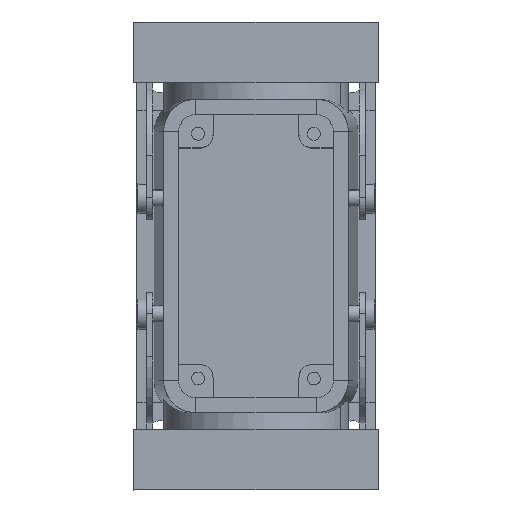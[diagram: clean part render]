
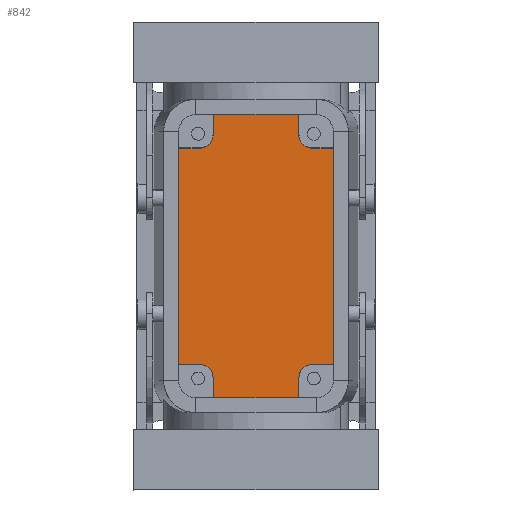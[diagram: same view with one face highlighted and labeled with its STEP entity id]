
A CAD part, top view. The second image highlights one B-rep face of the part: STEP entity #842.
In plain terms, the highlighted planar face has unit normal (0, 0, 1).
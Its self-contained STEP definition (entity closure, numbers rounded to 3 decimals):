
#348=AXIS2_PLACEMENT_3D('Circle Axis2P3D',#346,#347,$) ;
#720=AXIS2_PLACEMENT_3D('Plane Axis2P3D',#717,#718,#719) ;
#317=CARTESIAN_POINT('Vertex',(18.5,21.5,5.5)) ;
#320=CARTESIAN_POINT('Line Origine',(18.5,23.875,5.5)) ;
#324=CARTESIAN_POINT('Vertex',(18.5,26.25,5.5)) ;
#346=CARTESIAN_POINT('Axis2P3D Location',(15.5,26.25,5.5)) ;
#350=CARTESIAN_POINT('Vertex',(15.5,29.25,5.5)) ;
#370=CARTESIAN_POINT('Line Origine',(13.,29.25,5.5)) ;
#374=CARTESIAN_POINT('Vertex',(10.5,29.25,5.5)) ;
#681=CARTESIAN_POINT('Vertex',(38.5,26.25,5.5)) ;
#684=CARTESIAN_POINT('Line Origine',(38.5,23.875,5.5)) ;
#688=CARTESIAN_POINT('Vertex',(38.5,21.5,5.5)) ;
#705=CARTESIAN_POINT('Line Origine',(28.5,21.5,5.5)) ;
#717=CARTESIAN_POINT('Axis2P3D Location',(28.5,54.5,5.5)) ;
#723=CARTESIAN_POINT('Control Point',(41.5,79.75,5.5)) ;
#724=CARTESIAN_POINT('Control Point',(41.161,79.75,5.5)) ;
#725=CARTESIAN_POINT('Control Point',(40.821,79.798,5.5)) ;
#726=CARTESIAN_POINT('Control Point',(40.491,79.894,5.5)) ;
#727=CARTESIAN_POINT('Control Point',(39.866,80.177,5.5)) ;
#728=CARTESIAN_POINT('Control Point',(39.345,80.622,5.5)) ;
#729=CARTESIAN_POINT('Control Point',(39.117,80.88,5.5)) ;
#730=CARTESIAN_POINT('Control Point',(38.783,81.389,5.5)) ;
#731=CARTESIAN_POINT('Control Point',(38.587,81.963,5.5)) ;
#732=CARTESIAN_POINT('Control Point',(38.529,82.223,5.5)) ;
#733=CARTESIAN_POINT('Control Point',(38.5,82.486,5.5)) ;
#734=CARTESIAN_POINT('Control Point',(38.5,82.75,5.5)) ;
#735=CARTESIAN_POINT('Vertex',(38.5,82.75,5.5)) ;
#737=CARTESIAN_POINT('Vertex',(41.5,79.75,5.5)) ;
#740=CARTESIAN_POINT('Line Origine',(38.5,85.125,5.5)) ;
#744=CARTESIAN_POINT('Vertex',(38.5,87.5,5.5)) ;
#747=CARTESIAN_POINT('Line Origine',(28.5,87.5,5.5)) ;
#751=CARTESIAN_POINT('Vertex',(18.5,87.5,5.5)) ;
#754=CARTESIAN_POINT('Line Origine',(18.5,85.125,5.5)) ;
#758=CARTESIAN_POINT('Vertex',(18.5,82.75,5.5)) ;
#762=CARTESIAN_POINT('Control Point',(18.5,82.75,5.5)) ;
#763=CARTESIAN_POINT('Control Point',(18.5,82.411,5.5)) ;
#764=CARTESIAN_POINT('Control Point',(18.452,82.071,5.5)) ;
#765=CARTESIAN_POINT('Control Point',(18.356,81.741,5.5)) ;
#766=CARTESIAN_POINT('Control Point',(18.073,81.116,5.5)) ;
#767=CARTESIAN_POINT('Control Point',(17.628,80.595,5.5)) ;
#768=CARTESIAN_POINT('Control Point',(17.37,80.367,5.5)) ;
#769=CARTESIAN_POINT('Control Point',(16.861,80.033,5.5)) ;
#770=CARTESIAN_POINT('Control Point',(16.287,79.837,5.5)) ;
#771=CARTESIAN_POINT('Control Point',(16.027,79.779,5.5)) ;
#772=CARTESIAN_POINT('Control Point',(15.764,79.75,5.5)) ;
#773=CARTESIAN_POINT('Control Point',(15.5,79.75,5.5)) ;
#774=CARTESIAN_POINT('Vertex',(15.5,79.75,5.5)) ;
#777=CARTESIAN_POINT('Line Origine',(13.,79.75,5.5)) ;
#781=CARTESIAN_POINT('Vertex',(10.5,79.75,5.5)) ;
#784=CARTESIAN_POINT('Line Origine',(10.5,54.5,5.5)) ;
#790=CARTESIAN_POINT('Control Point',(38.5,26.25,5.5)) ;
#791=CARTESIAN_POINT('Control Point',(38.5,26.589,5.5)) ;
#792=CARTESIAN_POINT('Control Point',(38.548,26.929,5.5)) ;
#793=CARTESIAN_POINT('Control Point',(38.644,27.259,5.5)) ;
#794=CARTESIAN_POINT('Control Point',(38.927,27.884,5.5)) ;
#795=CARTESIAN_POINT('Control Point',(39.372,28.405,5.5)) ;
#796=CARTESIAN_POINT('Control Point',(39.63,28.633,5.5)) ;
#797=CARTESIAN_POINT('Control Point',(40.139,28.967,5.5)) ;
#798=CARTESIAN_POINT('Control Point',(40.713,29.163,5.5)) ;
#799=CARTESIAN_POINT('Control Point',(40.973,29.221,5.5)) ;
#800=CARTESIAN_POINT('Control Point',(41.236,29.25,5.5)) ;
#801=CARTESIAN_POINT('Control Point',(41.5,29.25,5.5)) ;
#802=CARTESIAN_POINT('Vertex',(41.5,29.25,5.5)) ;
#805=CARTESIAN_POINT('Line Origine',(44.,29.25,5.5)) ;
#809=CARTESIAN_POINT('Vertex',(46.5,29.25,5.5)) ;
#812=CARTESIAN_POINT('Line Origine',(46.5,54.5,5.5)) ;
#816=CARTESIAN_POINT('Vertex',(46.5,79.75,5.5)) ;
#819=CARTESIAN_POINT('Line Origine',(44.,79.75,5.5)) ;
#321=DIRECTION('Vector Direction',(0.,-1.,0.)) ;
#347=DIRECTION('Axis2P3D Direction',(0.,0.,-1.)) ;
#371=DIRECTION('Vector Direction',(1.,0.,0.)) ;
#685=DIRECTION('Vector Direction',(0.,-1.,0.)) ;
#706=DIRECTION('Vector Direction',(1.,0.,0.)) ;
#718=DIRECTION('Axis2P3D Direction',(0.,-0.,1.)) ;
#719=DIRECTION('Axis2P3D XDirection',(0.,1.,0.)) ;
#741=DIRECTION('Vector Direction',(0.,1.,0.)) ;
#748=DIRECTION('Vector Direction',(-1.,0.,0.)) ;
#755=DIRECTION('Vector Direction',(0.,1.,0.)) ;
#778=DIRECTION('Vector Direction',(1.,0.,0.)) ;
#785=DIRECTION('Vector Direction',(0.,1.,0.)) ;
#806=DIRECTION('Vector Direction',(-1.,0.,0.)) ;
#813=DIRECTION('Vector Direction',(0.,-1.,0.)) ;
#820=DIRECTION('Vector Direction',(-1.,0.,0.)) ;
#322=VECTOR('Line Direction',#321,1.) ;
#372=VECTOR('Line Direction',#371,1.) ;
#686=VECTOR('Line Direction',#685,1.) ;
#707=VECTOR('Line Direction',#706,1.) ;
#742=VECTOR('Line Direction',#741,1.) ;
#749=VECTOR('Line Direction',#748,1.) ;
#756=VECTOR('Line Direction',#755,1.) ;
#779=VECTOR('Line Direction',#778,1.) ;
#786=VECTOR('Line Direction',#785,1.) ;
#807=VECTOR('Line Direction',#806,1.) ;
#814=VECTOR('Line Direction',#813,1.) ;
#821=VECTOR('Line Direction',#820,1.) ;
#825=ORIENTED_EDGE('',*,*,#739,.F.) ;
#826=ORIENTED_EDGE('',*,*,#746,.T.) ;
#827=ORIENTED_EDGE('',*,*,#753,.T.) ;
#828=ORIENTED_EDGE('',*,*,#760,.F.) ;
#829=ORIENTED_EDGE('',*,*,#776,.F.) ;
#830=ORIENTED_EDGE('',*,*,#783,.F.) ;
#831=ORIENTED_EDGE('',*,*,#788,.T.) ;
#832=ORIENTED_EDGE('',*,*,#376,.T.) ;
#833=ORIENTED_EDGE('',*,*,#352,.F.) ;
#834=ORIENTED_EDGE('',*,*,#326,.T.) ;
#835=ORIENTED_EDGE('',*,*,#709,.T.) ;
#836=ORIENTED_EDGE('',*,*,#690,.F.) ;
#837=ORIENTED_EDGE('',*,*,#804,.F.) ;
#838=ORIENTED_EDGE('',*,*,#811,.F.) ;
#839=ORIENTED_EDGE('',*,*,#818,.T.) ;
#840=ORIENTED_EDGE('',*,*,#823,.T.) ;
#842=ADVANCED_FACE('Housing',(#841),#721,.T.) ;
#722=B_SPLINE_CURVE_WITH_KNOTS('',5,(#723,#724,#725,#726,#727,#728,#729,#730,#731,#732,#733,#734),.UNSPECIFIED.,.F.,.U.,(6,3,3,6),(0.,2.4,4.8,6.664),.UNSPECIFIED.) ;
#761=B_SPLINE_CURVE_WITH_KNOTS('',5,(#762,#763,#764,#765,#766,#767,#768,#769,#770,#771,#772,#773),.UNSPECIFIED.,.F.,.U.,(6,3,3,6),(0.,2.4,4.8,6.664),.UNSPECIFIED.) ;
#789=B_SPLINE_CURVE_WITH_KNOTS('',5,(#790,#791,#792,#793,#794,#795,#796,#797,#798,#799,#800,#801),.UNSPECIFIED.,.F.,.U.,(6,3,3,6),(0.,2.4,4.8,6.664),.UNSPECIFIED.) ;
#349=CIRCLE('generated circle',#348,3.) ;
#326=EDGE_CURVE('',#325,#318,#323,.T.) ;
#352=EDGE_CURVE('',#325,#351,#349,.F.) ;
#376=EDGE_CURVE('',#375,#351,#373,.T.) ;
#690=EDGE_CURVE('',#682,#689,#687,.T.) ;
#709=EDGE_CURVE('',#318,#689,#708,.T.) ;
#739=EDGE_CURVE('',#736,#738,#722,.F.) ;
#746=EDGE_CURVE('',#736,#745,#743,.T.) ;
#753=EDGE_CURVE('',#745,#752,#750,.T.) ;
#760=EDGE_CURVE('',#759,#752,#757,.T.) ;
#776=EDGE_CURVE('',#775,#759,#761,.F.) ;
#783=EDGE_CURVE('',#782,#775,#780,.T.) ;
#788=EDGE_CURVE('',#782,#375,#787,.F.) ;
#804=EDGE_CURVE('',#803,#682,#789,.F.) ;
#811=EDGE_CURVE('',#810,#803,#808,.T.) ;
#818=EDGE_CURVE('',#810,#817,#815,.F.) ;
#823=EDGE_CURVE('',#817,#738,#822,.T.) ;
#824=EDGE_LOOP('',(#825,#826,#827,#828,#829,#830,#831,#832,#833,#834,#835,#836,#837,#838,#839,#840)) ;
#841=FACE_OUTER_BOUND('',#824,.T.) ;
#323=LINE('Line',#320,#322) ;
#373=LINE('Line',#370,#372) ;
#687=LINE('Line',#684,#686) ;
#708=LINE('Line',#705,#707) ;
#743=LINE('Line',#740,#742) ;
#750=LINE('Line',#747,#749) ;
#757=LINE('Line',#754,#756) ;
#780=LINE('Line',#777,#779) ;
#787=LINE('Line',#784,#786) ;
#808=LINE('Line',#805,#807) ;
#815=LINE('Line',#812,#814) ;
#822=LINE('Line',#819,#821) ;
#721=PLANE('',#720) ;
#318=VERTEX_POINT('',#317) ;
#325=VERTEX_POINT('',#324) ;
#351=VERTEX_POINT('',#350) ;
#375=VERTEX_POINT('',#374) ;
#682=VERTEX_POINT('',#681) ;
#689=VERTEX_POINT('',#688) ;
#736=VERTEX_POINT('',#735) ;
#738=VERTEX_POINT('',#737) ;
#745=VERTEX_POINT('',#744) ;
#752=VERTEX_POINT('',#751) ;
#759=VERTEX_POINT('',#758) ;
#775=VERTEX_POINT('',#774) ;
#782=VERTEX_POINT('',#781) ;
#803=VERTEX_POINT('',#802) ;
#810=VERTEX_POINT('',#809) ;
#817=VERTEX_POINT('',#816) ;
